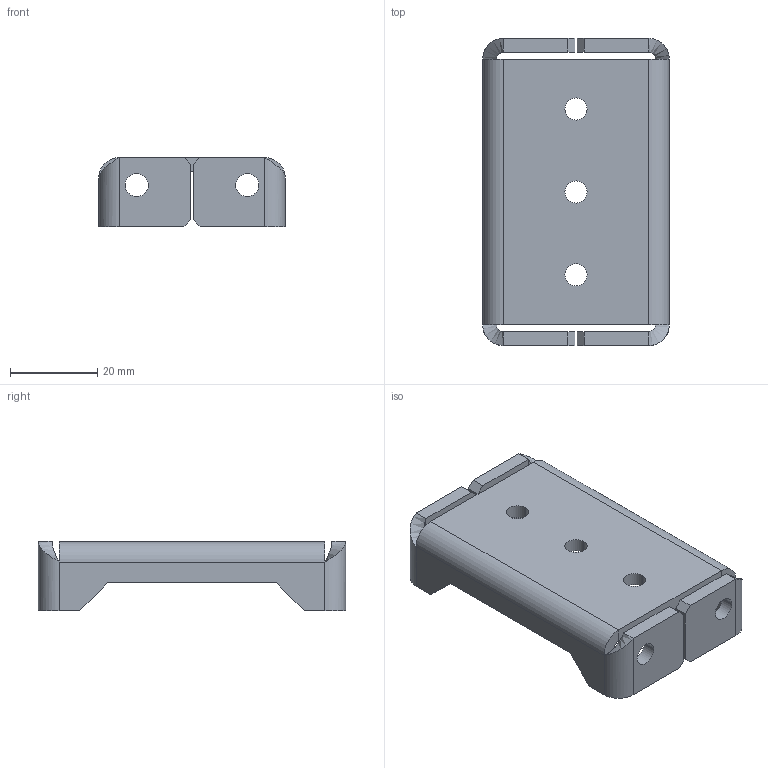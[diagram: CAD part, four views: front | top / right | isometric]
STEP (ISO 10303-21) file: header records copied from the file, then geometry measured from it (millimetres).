
FILE_DESCRIPTION (( 'STEP AP214' ), '1' );
FILE_NAME ('Side Bracket 2.step', '2018-12-20T18:51:06', ( '' ), ( '' ), 'SwSTEP 2.0', 'SolidWorks 2018', '' );
FILE_SCHEMA (( 'AUTOMOTIVE_DESIGN' ));
Length unit declared in the file: inch
Products named in the file (1): Side Bracket 2
Bounding box: 42.88 x 70.61 x 15.88 mm (x, y, z)
Volume: 14545 mm3; surface area: 10971.1 mm2
Topology: 1 solids, 1 shells, 84 faces, 198 edges, 116 vertices
Faces by surface type: plane 54, cylinder 26, bspline 4
Entity records: 2634 total; most frequent: CARTESIAN_POINT 651, DIRECTION 396, ORIENTED_EDGE 396, EDGE_CURVE 198, LINE 146, VECTOR 146, AXIS2_PLACEMENT_3D 125, VERTEX_POINT 116
